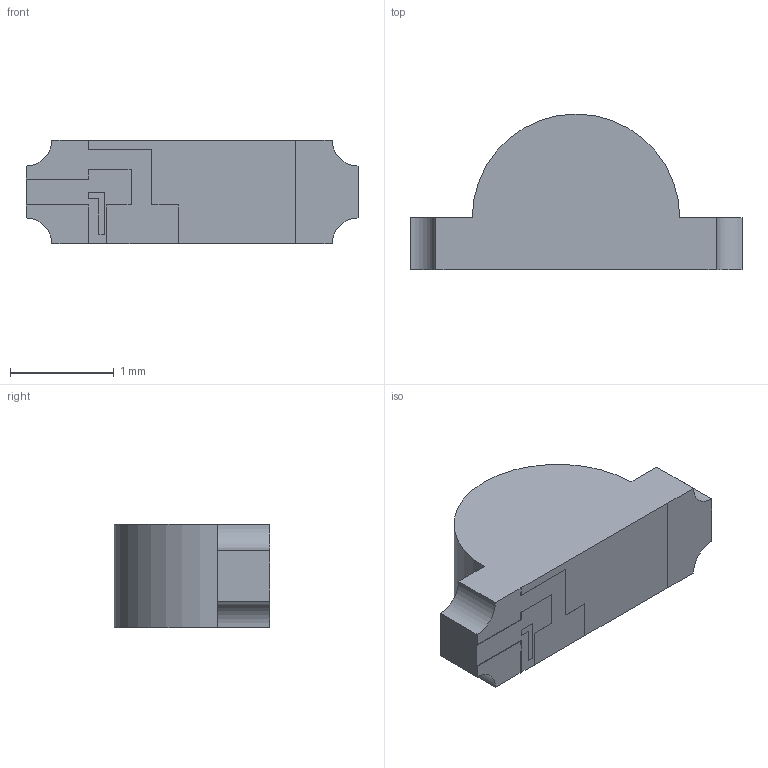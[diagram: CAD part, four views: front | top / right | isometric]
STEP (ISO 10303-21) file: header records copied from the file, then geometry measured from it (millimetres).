
FILE_DESCRIPTION (( 'STEP AP203' ), '1' );
FILE_NAME ('SB1204WC01-AG.STEP', '2022-10-25T16:39:27', ( '' ), ( '' ), 'SwSTEP 2.0', 'SolidWorks 2021', '' );
FILE_SCHEMA (( 'CONFIG_CONTROL_DESIGN' ));
Length unit declared in the file: millimetre
Products named in the file (1): SB1204WC01-AG
Bounding box: 3.2 x 1.5 x 1 mm (x, y, z)
Volume: 3.1 mm3; surface area: 14.3 mm2
Topology: 1 solids, 1 shells, 45 faces, 126 edges, 84 vertices
Faces by surface type: plane 40, cylinder 5
Entity records: 1507 total; most frequent: CARTESIAN_POINT 256, ORIENTED_EDGE 252, DIRECTION 228, EDGE_CURVE 126, LINE 116, VECTOR 116, VERTEX_POINT 84, AXIS2_PLACEMENT_3D 56
